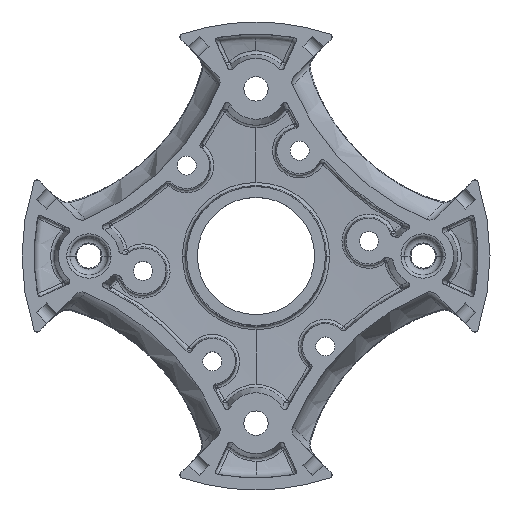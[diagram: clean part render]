
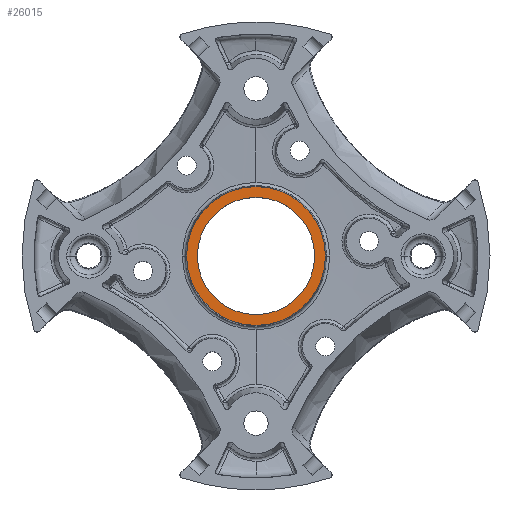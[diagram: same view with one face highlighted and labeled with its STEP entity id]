
A CAD part, top view. The second image highlights one B-rep face of the part: STEP entity #26015.
In plain terms, the highlighted planar face has unit normal (0, 0, 1).
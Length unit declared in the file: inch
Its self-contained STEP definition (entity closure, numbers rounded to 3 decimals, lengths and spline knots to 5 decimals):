
#393 = EDGE_CURVE ( 'NONE', #31324, #5340, #1259, .T. ) ;
#439 = ORIENTED_EDGE ( 'NONE', *, *, #393, .T. ) ;
#592 = VERTEX_POINT ( 'NONE', #24657 ) ;
#1259 = CIRCLE ( 'NONE', #22109, 0.57065 ) ;
#2009 = DIRECTION ( 'NONE',  ( 1., 0., 0. ) ) ;
#3736 = CARTESIAN_POINT ( 'NONE',  ( 0., 0., -0.025 ) ) ;
#4067 = AXIS2_PLACEMENT_3D ( 'NONE', #13969, #16384, #2009 ) ;
#5340 = VERTEX_POINT ( 'NONE', #23060 ) ;
#6219 = DIRECTION ( 'NONE',  ( 1., 0., 0. ) ) ;
#6949 = EDGE_CURVE ( 'NONE', #592, #8964, #13005, .T. ) ;
#7293 = CIRCLE ( 'NONE', #17615, 0.57065 ) ;
#8964 = VERTEX_POINT ( 'NONE', #28656 ) ;
#10794 = CIRCLE ( 'NONE', #19238, 0.482 ) ;
#11454 = FACE_OUTER_BOUND ( 'NONE', #18050, .T. ) ;
#11594 = DIRECTION ( 'NONE',  ( 1., 0., 0. ) ) ;
#11606 = PLANE ( 'NONE',  #4067 ) ;
#11618 = DIRECTION ( 'NONE',  ( 0., 0., 1. ) ) ;
#11665 = CARTESIAN_POINT ( 'NONE',  ( 0., 0., -0.025 ) ) ;
#12214 = FACE_BOUND ( 'NONE', #21153, .T. ) ;
#12533 = ORIENTED_EDGE ( 'NONE', *, *, #6949, .F. ) ;
#13005 = CIRCLE ( 'NONE', #25651, 0.482 ) ;
#13969 = CARTESIAN_POINT ( 'NONE',  ( 0., 0., -0.025 ) ) ;
#16384 = DIRECTION ( 'NONE',  ( 0., 0., 1. ) ) ;
#17428 = CARTESIAN_POINT ( 'NONE',  ( 0.57065, 0., -0.025 ) ) ;
#17615 = AXIS2_PLACEMENT_3D ( 'NONE', #11665, #11618, #11594 ) ;
#17709 = EDGE_CURVE ( 'NONE', #5340, #31324, #7293, .T. ) ;
#18050 = EDGE_LOOP ( 'NONE', ( #439, #19664 ) ) ;
#19238 = AXIS2_PLACEMENT_3D ( 'NONE', #3736, #20550, #6219 ) ;
#19664 = ORIENTED_EDGE ( 'NONE', *, *, #17709, .T. ) ;
#20550 = DIRECTION ( 'NONE',  ( 0., 0., 1. ) ) ;
#21153 = EDGE_LOOP ( 'NONE', ( #12533, #25430 ) ) ;
#21967 = DIRECTION ( 'NONE',  ( 1., 0., 0. ) ) ;
#22029 = DIRECTION ( 'NONE',  ( 0., 0., 1. ) ) ;
#22109 = AXIS2_PLACEMENT_3D ( 'NONE', #27411, #27403, #27366 ) ;
#22396 = CARTESIAN_POINT ( 'NONE',  ( 0., 0., -0.025 ) ) ;
#23060 = CARTESIAN_POINT ( 'NONE',  ( -0.57065, 0., -0.025 ) ) ;
#24657 = CARTESIAN_POINT ( 'NONE',  ( 0.482, 0., -0.025 ) ) ;
#25430 = ORIENTED_EDGE ( 'NONE', *, *, #28113, .F. ) ;
#25651 = AXIS2_PLACEMENT_3D ( 'NONE', #22396, #22029, #21967 ) ;
#26015 = ADVANCED_FACE ( 'NONE', ( #12214, #11454 ), #11606, .T. ) ;
#27366 = DIRECTION ( 'NONE',  ( 1., 0., 0. ) ) ;
#27403 = DIRECTION ( 'NONE',  ( 0., 0., 1. ) ) ;
#27411 = CARTESIAN_POINT ( 'NONE',  ( 0., 0., -0.025 ) ) ;
#28113 = EDGE_CURVE ( 'NONE', #8964, #592, #10794, .T. ) ;
#28656 = CARTESIAN_POINT ( 'NONE',  ( -0.482, 0., -0.025 ) ) ;
#31324 = VERTEX_POINT ( 'NONE', #17428 ) ;
